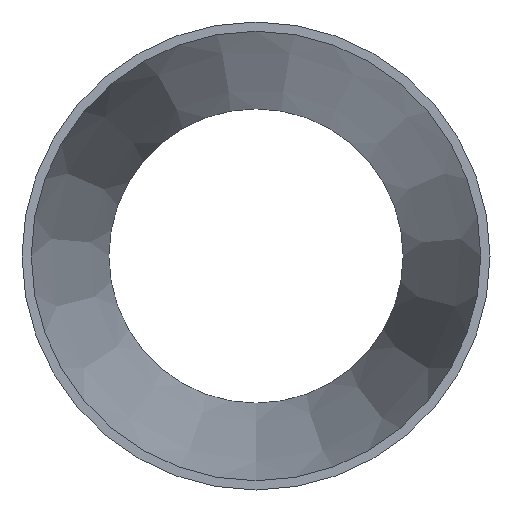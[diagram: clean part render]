
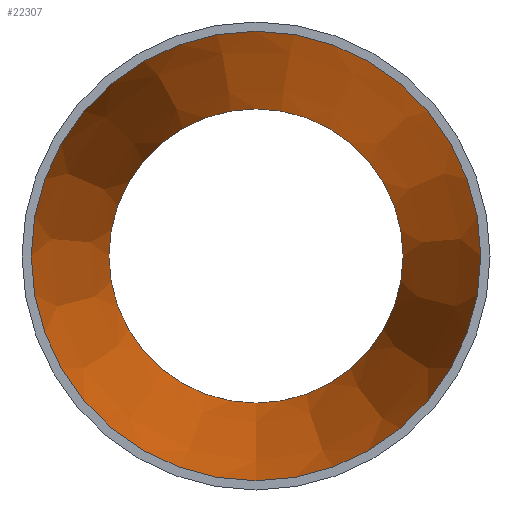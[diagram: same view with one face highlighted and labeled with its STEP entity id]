
A CAD part, front view. The second image highlights one B-rep face of the part: STEP entity #22307.
In plain terms, the highlighted conical face has half-angle 9.85 degrees and reference radius 63.861 mm.
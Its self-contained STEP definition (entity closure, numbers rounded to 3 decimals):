
#113 = AXIS2_PLACEMENT_3D ( 'NONE', #2084, #18346, #33230 ) ;
#484 = CARTESIAN_POINT ( 'NONE',  ( 0., 127., -41.811 ) ) ;
#1605 = DIRECTION ( 'NONE',  ( 0., -1., 0. ) ) ;
#2084 = CARTESIAN_POINT ( 'NONE',  ( 0., 0., 0. ) ) ;
#3428 = CARTESIAN_POINT ( 'NONE',  ( 0., 127., 0. ) ) ;
#4629 = CIRCLE ( 'NONE', #13430, 63.861 ) ;
#6458 = EDGE_CURVE ( 'NONE', #17810, #17810, #4629, .T. ) ;
#12825 = ORIENTED_EDGE ( 'NONE', *, *, #6458, .T. ) ;
#13430 = AXIS2_PLACEMENT_3D ( 'NONE', #30425, #1605, #33035 ) ;
#15519 = CARTESIAN_POINT ( 'NONE',  ( 0., 0., -63.861 ) ) ;
#16379 = VERTEX_POINT ( 'NONE', #484 ) ;
#17810 = VERTEX_POINT ( 'NONE', #15519 ) ;
#18346 = DIRECTION ( 'NONE',  ( 0., -1., 0. ) ) ;
#18522 = FACE_OUTER_BOUND ( 'NONE', #22048, .T. ) ;
#19712 = DIRECTION ( 'NONE',  ( 0., 0., -1. ) ) ;
#21914 = EDGE_LOOP ( 'NONE', ( #26376 ) ) ;
#22048 = EDGE_LOOP ( 'NONE', ( #12825 ) ) ;
#22307 = ADVANCED_FACE ( 'NONE', ( #25400, #18522 ), #26707, .F. ) ;
#24947 = DIRECTION ( 'NONE',  ( 0., -1., 0. ) ) ;
#25400 = FACE_BOUND ( 'NONE', #21914, .T. ) ;
#26136 = EDGE_CURVE ( 'NONE', #16379, #16379, #26479, .T. ) ;
#26376 = ORIENTED_EDGE ( 'NONE', *, *, #26136, .F. ) ;
#26479 = CIRCLE ( 'NONE', #34242, 41.811 ) ;
#26707 = CONICAL_SURFACE ( 'NONE', #113, 63.861, 0.172 ) ;
#30425 = CARTESIAN_POINT ( 'NONE',  ( 0., 0., 0. ) ) ;
#33035 = DIRECTION ( 'NONE',  ( 0., 0., -1. ) ) ;
#33230 = DIRECTION ( 'NONE',  ( 0., 0., -1. ) ) ;
#34242 = AXIS2_PLACEMENT_3D ( 'NONE', #3428, #24947, #19712 ) ;
